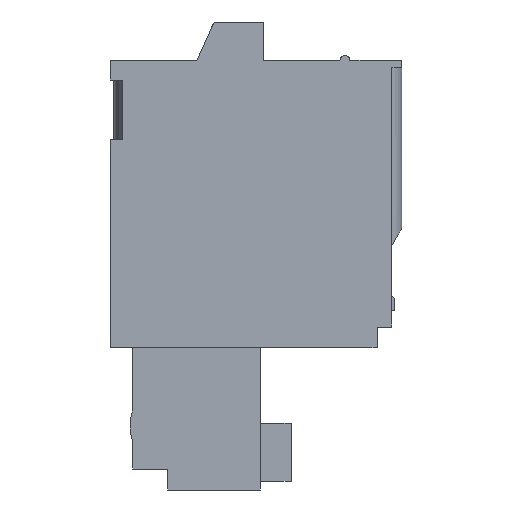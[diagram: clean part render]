
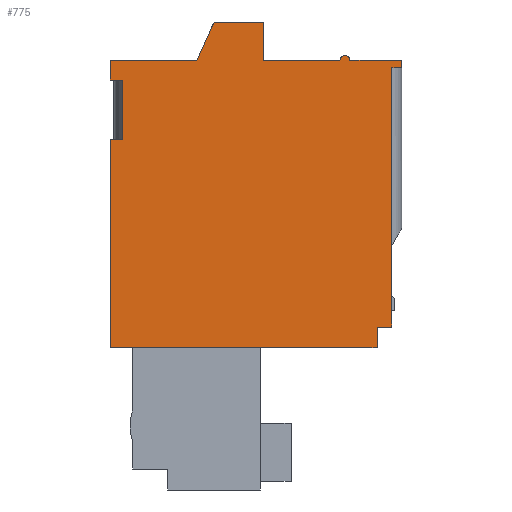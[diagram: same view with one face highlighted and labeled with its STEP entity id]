
A CAD part, left-side view. The second image highlights one B-rep face of the part: STEP entity #775.
In plain terms, the highlighted planar face has unit normal (-1, 0, 0).
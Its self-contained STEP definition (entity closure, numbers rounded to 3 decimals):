
#775 = ADVANCED_FACE( '', ( #1725 ), #1726, .T. );
#1725 = FACE_OUTER_BOUND( '', #2904, .T. );
#1726 = PLANE( '', #2905 );
#2904 = EDGE_LOOP( '', ( #4880, #4881, #4882, #4883, #4884, #4885, #4886, #4887, #4888, #4889, #4890, #4891, #4892, #4893, #4894, #4895, #4896, #4897 ) );
#2905 = AXIS2_PLACEMENT_3D( '', #4898, #4899, #4900 );
#4880 = ORIENTED_EDGE( '', *, *, #8031, .T. );
#4881 = ORIENTED_EDGE( '', *, *, #8032, .T. );
#4882 = ORIENTED_EDGE( '', *, *, #8033, .T. );
#4883 = ORIENTED_EDGE( '', *, *, #8034, .T. );
#4884 = ORIENTED_EDGE( '', *, *, #8035, .T. );
#4885 = ORIENTED_EDGE( '', *, *, #7673, .T. );
#4886 = ORIENTED_EDGE( '', *, *, #7626, .T. );
#4887 = ORIENTED_EDGE( '', *, *, #8036, .T. );
#4888 = ORIENTED_EDGE( '', *, *, #8037, .T. );
#4889 = ORIENTED_EDGE( '', *, *, #8038, .T. );
#4890 = ORIENTED_EDGE( '', *, *, #7694, .T. );
#4891 = ORIENTED_EDGE( '', *, *, #8039, .T. );
#4892 = ORIENTED_EDGE( '', *, *, #8040, .T. );
#4893 = ORIENTED_EDGE( '', *, *, #8041, .T. );
#4894 = ORIENTED_EDGE( '', *, *, #8042, .T. );
#4895 = ORIENTED_EDGE( '', *, *, #7843, .T. );
#4896 = ORIENTED_EDGE( '', *, *, #8043, .T. );
#4897 = ORIENTED_EDGE( '', *, *, #8044, .T. );
#4898 = CARTESIAN_POINT( '', ( -2.8, -4.1, 5.55 ) );
#4899 = DIRECTION( '', ( -1., 0., 0. ) );
#4900 = DIRECTION( '', ( 0., 0., 1. ) );
#7626 = EDGE_CURVE( '', #9300, #9301, #9302, .T. );
#7673 = EDGE_CURVE( '', #9380, #9300, #9381, .T. );
#7694 = EDGE_CURVE( '', #9418, #9416, #9419, .T. );
#7843 = EDGE_CURVE( '', #9667, #9665, #9668, .T. );
#8031 = EDGE_CURVE( '', #9958, #9959, #9960, .T. );
#8032 = EDGE_CURVE( '', #9959, #9961, #9962, .T. );
#8033 = EDGE_CURVE( '', #9961, #9963, #9964, .T. );
#8034 = EDGE_CURVE( '', #9963, #9965, #9966, .T. );
#8035 = EDGE_CURVE( '', #9965, #9380, #9967, .T. );
#8036 = EDGE_CURVE( '', #9301, #9968, #9969, .T. );
#8037 = EDGE_CURVE( '', #9968, #9970, #9971, .T. );
#8038 = EDGE_CURVE( '', #9970, #9418, #9972, .T. );
#8039 = EDGE_CURVE( '', #9416, #9973, #9974, .T. );
#8040 = EDGE_CURVE( '', #9973, #9975, #9976, .T. );
#8041 = EDGE_CURVE( '', #9975, #9977, #9978, .T. );
#8042 = EDGE_CURVE( '', #9977, #9667, #9979, .T. );
#8043 = EDGE_CURVE( '', #9665, #9980, #9981, .T. );
#8044 = EDGE_CURVE( '', #9980, #9958, #9982, .T. );
#9300 = VERTEX_POINT( '', #11658 );
#9301 = VERTEX_POINT( '', #11659 );
#9302 = CIRCLE( '', #11660, 0.2 );
#9380 = VERTEX_POINT( '', #11767 );
#9381 = LINE( '', #11768, #11769 );
#9416 = VERTEX_POINT( '', #11817 );
#9418 = VERTEX_POINT( '', #11820 );
#9419 = LINE( '', #11821, #11822 );
#9665 = VERTEX_POINT( '', #12176 );
#9667 = VERTEX_POINT( '', #12179 );
#9668 = LINE( '', #12180, #12181 );
#9958 = VERTEX_POINT( '', #12610 );
#9959 = VERTEX_POINT( '', #12611 );
#9960 = LINE( '', #12612, #12613 );
#9961 = VERTEX_POINT( '', #12614 );
#9962 = LINE( '', #12615, #12616 );
#9963 = VERTEX_POINT( '', #12617 );
#9964 = LINE( '', #12618, #12619 );
#9965 = VERTEX_POINT( '', #12620 );
#9966 = LINE( '', #12621, #12622 );
#9967 = LINE( '', #12623, #12624 );
#9968 = VERTEX_POINT( '', #12625 );
#9969 = LINE( '', #12626, #12627 );
#9970 = VERTEX_POINT( '', #12628 );
#9971 = LINE( '', #12629, #12630 );
#9972 = LINE( '', #12631, #12632 );
#9973 = VERTEX_POINT( '', #12633 );
#9974 = LINE( '', #12634, #12635 );
#9975 = VERTEX_POINT( '', #12636 );
#9976 = LINE( '', #12637, #12638 );
#9977 = VERTEX_POINT( '', #12639 );
#9978 = LINE( '', #12640, #12641 );
#9979 = LINE( '', #12642, #12643 );
#9980 = VERTEX_POINT( '', #12644 );
#9981 = LINE( '', #12645, #12646 );
#9982 = LINE( '', #12647, #12648 );
#11658 = CARTESIAN_POINT( '', ( -2.8, -4.3, 5.55 ) );
#11659 = CARTESIAN_POINT( '', ( -2.8, -3.9, 5.55 ) );
#11660 = AXIS2_PLACEMENT_3D( '', #14325, #14326, #14327 );
#11767 = CARTESIAN_POINT( '', ( -2.8, -6.4, 5.55 ) );
#11768 = CARTESIAN_POINT( '', ( -2.8, -6.4, 5.55 ) );
#11769 = VECTOR( '', #14384, 1000. );
#11817 = CARTESIAN_POINT( '', ( -2.8, 1.9, 5.55 ) );
#11820 = CARTESIAN_POINT( '', ( -2.8, 1.2, 7.1 ) );
#11821 = CARTESIAN_POINT( '', ( -2.8, 1.2, 7.1 ) );
#11822 = VECTOR( '', #14405, 1000. );
#12176 = CARTESIAN_POINT( '', ( -2.8, 5.4, 2.35 ) );
#12179 = CARTESIAN_POINT( '', ( -2.8, 4.9, 2.35 ) );
#12180 = CARTESIAN_POINT( '', ( -2.8, 4.9, 2.35 ) );
#12181 = VECTOR( '', #14551, 1000. );
#12610 = CARTESIAN_POINT( '', ( -2.8, -5.4, -6.1 ) );
#12611 = CARTESIAN_POINT( '', ( -2.8, -5.4, -5.25 ) );
#12612 = CARTESIAN_POINT( '', ( -2.8, -5.4, -6.1 ) );
#12613 = VECTOR( '', #14727, 1000. );
#12614 = CARTESIAN_POINT( '', ( -2.8, -6., -5.25 ) );
#12615 = CARTESIAN_POINT( '', ( -2.8, -5.4, -5.25 ) );
#12616 = VECTOR( '', #14728, 1000. );
#12617 = CARTESIAN_POINT( '', ( -2.8, -6., 5.25 ) );
#12618 = CARTESIAN_POINT( '', ( -2.8, -6., -5.25 ) );
#12619 = VECTOR( '', #14729, 1000. );
#12620 = CARTESIAN_POINT( '', ( -2.8, -6.4, 5.25 ) );
#12621 = CARTESIAN_POINT( '', ( -2.8, -6., 5.25 ) );
#12622 = VECTOR( '', #14730, 1000. );
#12623 = CARTESIAN_POINT( '', ( -2.8, -6.4, 5.25 ) );
#12624 = VECTOR( '', #14731, 1000. );
#12625 = CARTESIAN_POINT( '', ( -2.8, -0.8, 5.55 ) );
#12626 = CARTESIAN_POINT( '', ( -2.8, -3.9, 5.55 ) );
#12627 = VECTOR( '', #14732, 1000. );
#12628 = CARTESIAN_POINT( '', ( -2.8, -0.8, 7.1 ) );
#12629 = CARTESIAN_POINT( '', ( -2.8, -0.8, 5.55 ) );
#12630 = VECTOR( '', #14733, 1000. );
#12631 = CARTESIAN_POINT( '', ( -2.8, -0.8, 7.1 ) );
#12632 = VECTOR( '', #14734, 1000. );
#12633 = CARTESIAN_POINT( '', ( -2.8, 5.4, 5.55 ) );
#12634 = CARTESIAN_POINT( '', ( -2.8, 1.9, 5.55 ) );
#12635 = VECTOR( '', #14735, 1000. );
#12636 = CARTESIAN_POINT( '', ( -2.8, 5.4, 4.75 ) );
#12637 = CARTESIAN_POINT( '', ( -2.8, 5.4, 5.55 ) );
#12638 = VECTOR( '', #14736, 1000. );
#12639 = CARTESIAN_POINT( '', ( -2.8, 4.9, 4.75 ) );
#12640 = CARTESIAN_POINT( '', ( -2.8, 5.4, 4.75 ) );
#12641 = VECTOR( '', #14737, 1000. );
#12642 = CARTESIAN_POINT( '', ( -2.8, 4.9, 4.75 ) );
#12643 = VECTOR( '', #14738, 1000. );
#12644 = CARTESIAN_POINT( '', ( -2.8, 5.4, -6.1 ) );
#12645 = CARTESIAN_POINT( '', ( -2.8, 5.4, 2.35 ) );
#12646 = VECTOR( '', #14739, 1000. );
#12647 = CARTESIAN_POINT( '', ( -2.8, 5.4, -6.1 ) );
#12648 = VECTOR( '', #14740, 1000. );
#14325 = CARTESIAN_POINT( '', ( -2.8, -4.1, 5.55 ) );
#14326 = DIRECTION( '', ( -1., 0., 0. ) );
#14327 = DIRECTION( '', ( 0., -1., 0. ) );
#14384 = DIRECTION( '', ( 0., 1., 0. ) );
#14405 = DIRECTION( '', ( 0., 0.412, -0.911 ) );
#14551 = DIRECTION( '', ( 0., 1., 0. ) );
#14727 = DIRECTION( '', ( 0., 0., 1. ) );
#14728 = DIRECTION( '', ( 0., -1., 0. ) );
#14729 = DIRECTION( '', ( 0., 0., 1. ) );
#14730 = DIRECTION( '', ( 0., -1., 0. ) );
#14731 = DIRECTION( '', ( 0., 0., 1. ) );
#14732 = DIRECTION( '', ( 0., 1., 0. ) );
#14733 = DIRECTION( '', ( 0., 0., 1. ) );
#14734 = DIRECTION( '', ( 0., 1., 0. ) );
#14735 = DIRECTION( '', ( 0., 1., 0. ) );
#14736 = DIRECTION( '', ( 0., 0., -1. ) );
#14737 = DIRECTION( '', ( 0., -1., 0. ) );
#14738 = DIRECTION( '', ( 0., 0., -1. ) );
#14739 = DIRECTION( '', ( 0., 0., -1. ) );
#14740 = DIRECTION( '', ( 0., -1., 0. ) );
